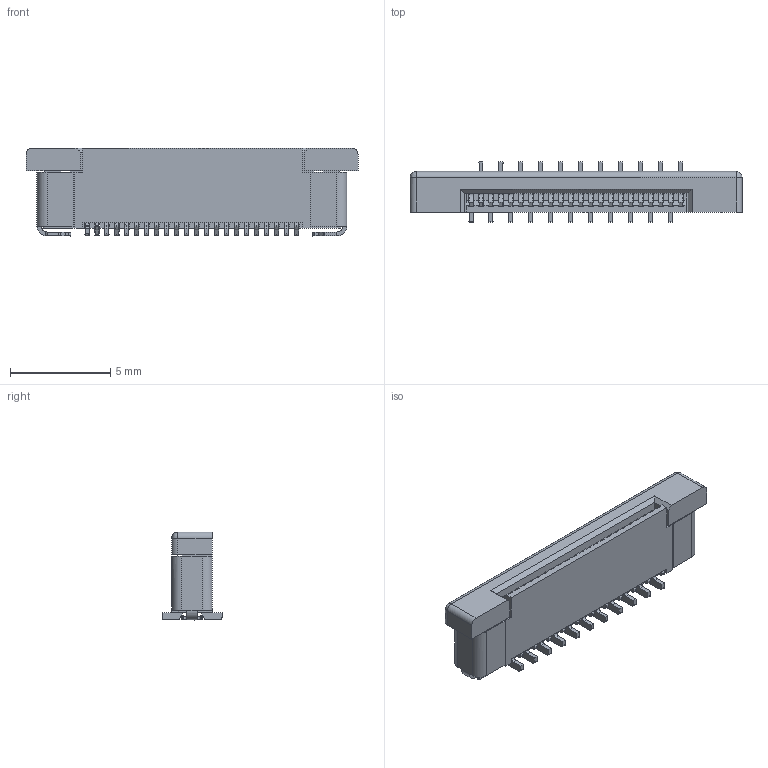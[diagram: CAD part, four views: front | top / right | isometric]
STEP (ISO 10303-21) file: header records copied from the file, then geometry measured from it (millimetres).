
FILE_DESCRIPTION(('Open CASCADE Model'),'2;1');
FILE_NAME('Open CASCADE Shape Model','2025-12-23T23:42:00',('Author'),( 'Open CASCADE'),'Open CASCADE STEP processor 7.9','Open CASCADE 7.9' ,'Unknown');
FILE_SCHEMA(('AUTOMOTIVE_DESIGN { 1 0 10303 214 1 1 1 1 }'));
Products named in the file (1): COMPOUND
Bounding box: 16.6 x 3 x 4.4 mm (x, y, z)
Volume: 99.2 mm3; surface area: 713.6 mm2
Topology: 20 solids, 20 shells, 1607 faces, 4628 edges, 3032 vertices
Faces by surface type: bspline 1607
Entity records: 60972 total; most frequent: CARTESIAN_POINT 23415, ORIENTED_EDGE 9252, EDGE_CURVE 4626, B_SPLINE_CURVE_WITH_KNOTS 3922, VERTEX_POINT 3032, FACE_BOUND 1646, EDGE_LOOP 1646, ADVANCED_FACE 1607
